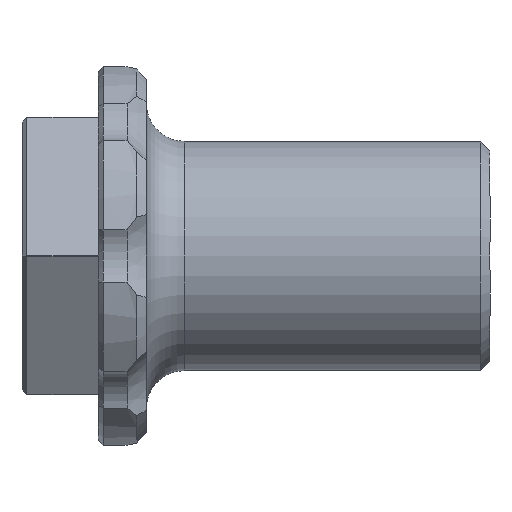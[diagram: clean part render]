
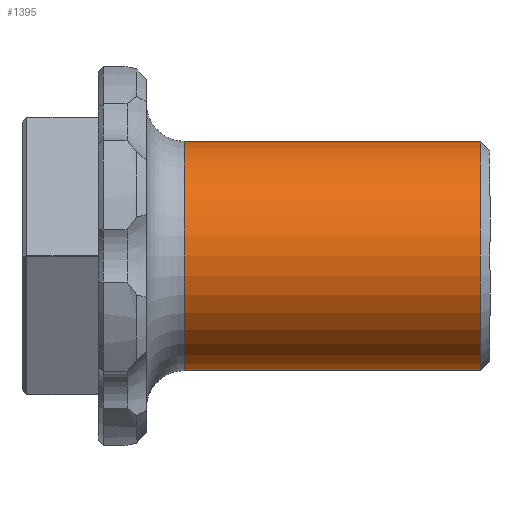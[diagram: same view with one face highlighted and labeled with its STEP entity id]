
A CAD part, front view. The second image highlights one B-rep face of the part: STEP entity #1395.
In plain terms, the highlighted cylindrical face has radius 6 mm (diameter 12 mm), a full revolution.
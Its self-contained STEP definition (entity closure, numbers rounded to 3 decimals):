
#143=CYLINDRICAL_SURFACE('',#1579,6.);
#626=ORIENTED_EDGE('',*,*,#888,.T.);
#627=ORIENTED_EDGE('',*,*,#889,.T.);
#888=EDGE_CURVE('',#1040,#1040,#1118,.T.);
#889=EDGE_CURVE('',#1041,#1041,#1119,.F.);
#1040=VERTEX_POINT('',#2506);
#1041=VERTEX_POINT('',#2508);
#1118=CIRCLE('',#1580,6.);
#1119=CIRCLE('',#1581,6.);
#1190=EDGE_LOOP('',(#626));
#1191=EDGE_LOOP('',(#627));
#1284=FACE_BOUND('',#1190,.T.);
#1285=FACE_BOUND('',#1191,.T.);
#1395=ADVANCED_FACE('',(#1284,#1285),#143,.T.);
#1579=AXIS2_PLACEMENT_3D('',#2504,#1973,#1974);
#1580=AXIS2_PLACEMENT_3D('',#2505,#1975,#1976);
#1581=AXIS2_PLACEMENT_3D('',#2507,#1977,#1978);
#1973=DIRECTION('',(-1.,0.,0.));
#1974=DIRECTION('',(0.,-1.,0.));
#1975=DIRECTION('',(-1.,0.,0.));
#1976=DIRECTION('',(0.,0.,1.));
#1977=DIRECTION('',(-1.,0.,0.));
#1978=DIRECTION('',(0.,-1.,0.));
#2504=CARTESIAN_POINT('',(-30.631,-190.639,540.755));
#2505=CARTESIAN_POINT('',(-19.131,-190.639,540.755));
#2506=CARTESIAN_POINT('',(-19.131,-190.639,546.755));
#2507=CARTESIAN_POINT('',(-34.631,-190.639,540.755));
#2508=CARTESIAN_POINT('',(-34.631,-196.639,540.755));
